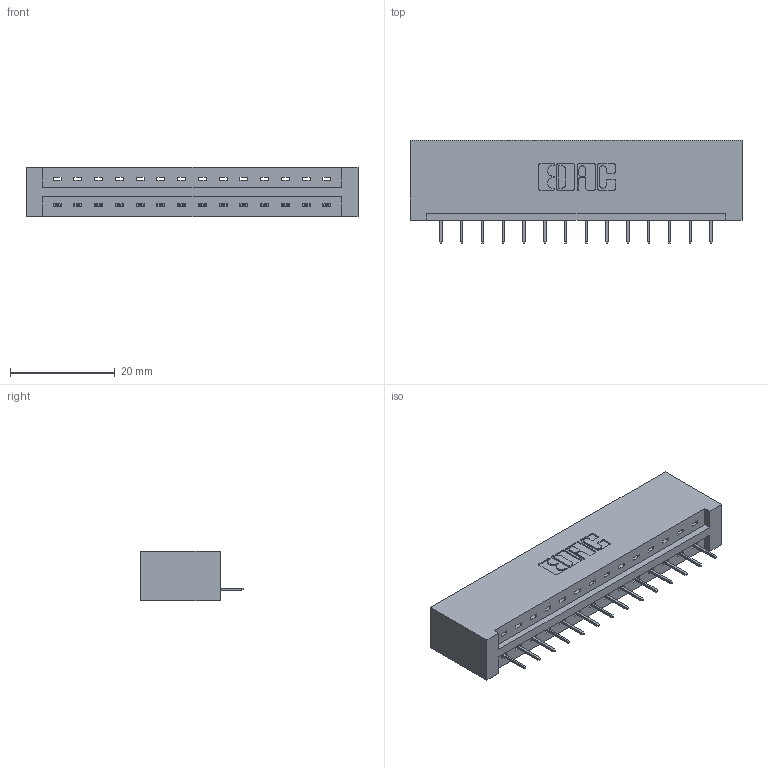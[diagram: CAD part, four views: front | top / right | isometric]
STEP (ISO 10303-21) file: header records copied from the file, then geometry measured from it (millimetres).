
FILE_DESCRIPTION (( 'STEP AP203' ), '1' );
FILE_NAME ('387-014-524-101.STEP', '2019-10-02T15:21:08', ( '' ), ( '' ), 'SwSTEP 2.0', 'SolidWorks 2016', '' );
FILE_SCHEMA (( 'CONFIG_CONTROL_DESIGN' ));
Length unit declared in the file: inch
Products named in the file (3): 337 Part_No Mounting Lugs; 387-014-524-101; 345-292-001_345-293-124
Assembly tree (15 placements, depth 2):
  387-014-524-101
    337 Part_No Mounting Lugs
    345-292-001_345-293-124  x14
Bounding box: 63.35 x 19.69 x 9.4 mm (x, y, z)
Volume: 6916.9 mm3; surface area: 6779.2 mm2
Topology: 15 solids, 15 shells, 1030 faces, 2975 edges, 1926 vertices
Faces by surface type: plane 794, cylinder 236
Entity records: 13825 total; most frequent: CARTESIAN_POINT 2412, ORIENTED_EDGE 2362, DIRECTION 2081, EDGE_CURVE 1181, VECTOR 1065, LINE 1065, VERTEX_POINT 782, AXIS2_PLACEMENT_3D 508
